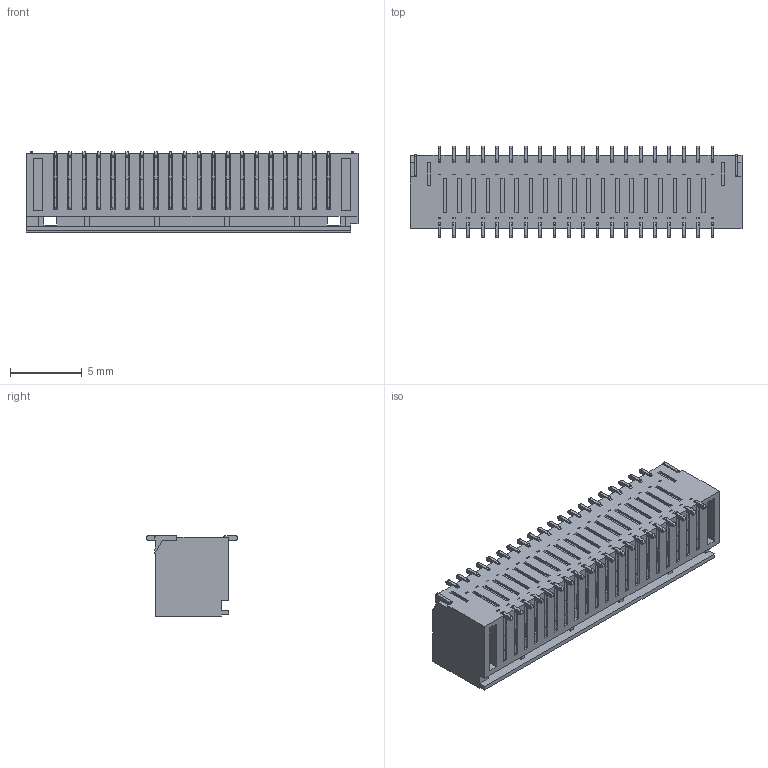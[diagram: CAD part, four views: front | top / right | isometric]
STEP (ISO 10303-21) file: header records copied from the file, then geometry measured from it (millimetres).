
FILE_DESCRIPTION((''),'2;1');
FILE_NAME('FWF10004-40P_ASM','2025-07-30T',('工程三'),(''),'PRO/ENGINEER BY PARAMETRIC TECHNOLOGY CORPORATION, 2010280','PRO/ENGINEER BY PARAMETRIC TECHNOLOGY CORPORATION, 2010280','');
FILE_SCHEMA(('CONFIG_CONTROL_DESIGN'));
Length unit declared in the file: millimetre
Products named in the file (1): FWF10004-40P_ASM
Bounding box: 23.1 x 6.4 x 5.6 mm (x, y, z)
Volume: 349.1 mm3; surface area: 983 mm2
Topology: 1 solids, 21 shells, 1729 faces, 4470 edges, 2862 vertices
Faces by surface type: plane 1417, cylinder 312
Entity records: 51802 total; most frequent: CARTESIAN_POINT 9161, ORIENTED_EDGE 8940, DIRECTION 8552, EDGE_CURVE 4470, VECTOR 3806, LINE 3806, VERTEX_POINT 2862, AXIS2_PLACEMENT_3D 2373
